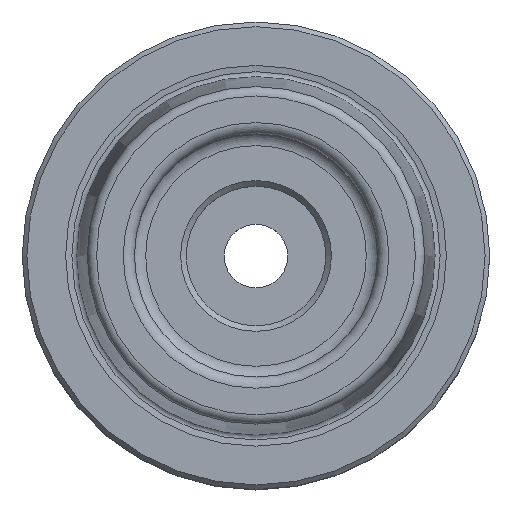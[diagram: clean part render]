
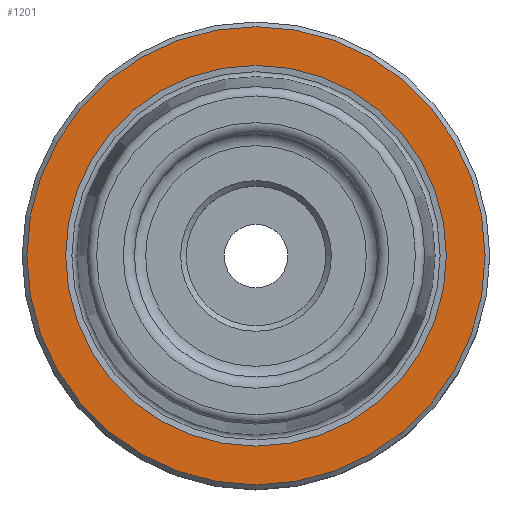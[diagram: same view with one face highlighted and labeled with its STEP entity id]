
A CAD part, top view. The second image highlights one B-rep face of the part: STEP entity #1201.
In plain terms, the highlighted planar face has unit normal (0, 0, 1).
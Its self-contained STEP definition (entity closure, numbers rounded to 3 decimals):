
#64=PLANE('',#1302);
#117=ORIENTED_EDGE('',*,*,#235,.T.);
#118=ORIENTED_EDGE('',*,*,#234,.F.);
#234=EDGE_CURVE('',#302,#302,#370,.T.);
#235=EDGE_CURVE('',#303,#303,#371,.T.);
#302=VERTEX_POINT('',#1740);
#303=VERTEX_POINT('',#1743);
#370=CIRCLE('',#1301,20.358);
#371=CIRCLE('',#1303,24.5);
#457=EDGE_LOOP('',(#117));
#458=EDGE_LOOP('',(#118));
#593=FACE_BOUND('',#457,.T.);
#594=FACE_BOUND('',#458,.T.);
#1201=ADVANCED_FACE('',(#593,#594),#64,.T.);
#1301=AXIS2_PLACEMENT_3D('',#1739,#1489,#1490);
#1302=AXIS2_PLACEMENT_3D('',#1741,#1491,#1492);
#1303=AXIS2_PLACEMENT_3D('',#1742,#1493,#1494);
#1489=DIRECTION('',(0.,0.,1.));
#1490=DIRECTION('',(1.,0.,0.));
#1491=DIRECTION('',(0.,0.,1.));
#1492=DIRECTION('',(1.,0.,0.));
#1493=DIRECTION('',(0.,0.,1.));
#1494=DIRECTION('',(1.,0.,0.));
#1739=CARTESIAN_POINT('',(0.,0.,0.));
#1740=CARTESIAN_POINT('',(20.358,0.,0.));
#1741=CARTESIAN_POINT('',(20.358,0.,0.));
#1742=CARTESIAN_POINT('',(0.,0.,0.));
#1743=CARTESIAN_POINT('',(24.5,0.,0.));
